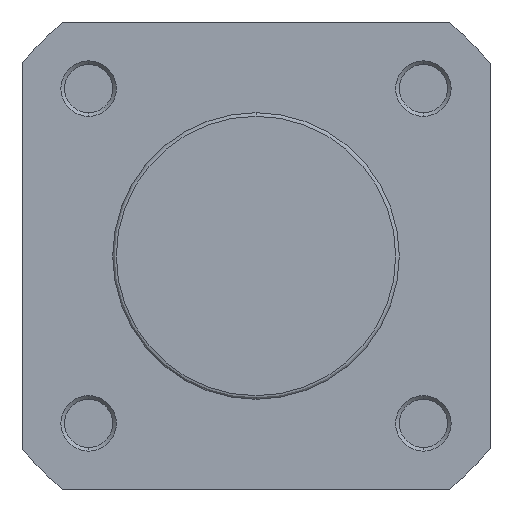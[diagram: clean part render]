
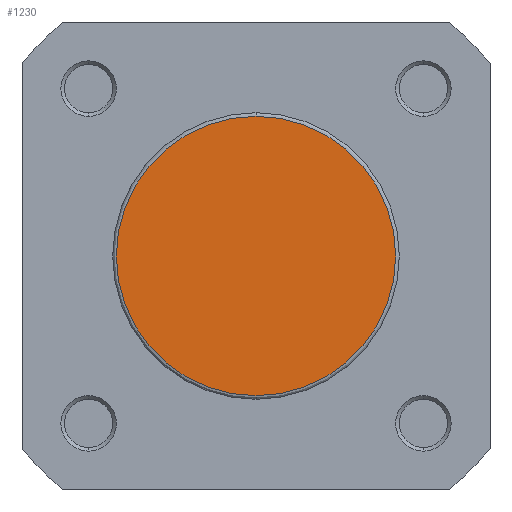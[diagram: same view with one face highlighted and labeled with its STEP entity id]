
A CAD part, left-side view. The second image highlights one B-rep face of the part: STEP entity #1230.
In plain terms, the highlighted planar face has unit normal (-1, 0, 0).
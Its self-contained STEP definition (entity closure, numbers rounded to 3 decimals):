
#25 = VERTEX_POINT ( 'NONE', #282 ) ;
#40 = VERTEX_POINT ( 'NONE', #297 ) ;
#282 = CARTESIAN_POINT ( 'NONE',  ( 0., 0., 19.4 ) ) ;
#297 = CARTESIAN_POINT ( 'NONE',  ( 0., 0., -19.4 ) ) ;
#756 = CARTESIAN_POINT ( 'NONE',  ( 0., 19.9, 0. ) ) ;
#757 = PLANE ( 'NONE',  #3006 ) ;
#759 = DIRECTION ( 'NONE',  ( 1., 0., 0. ) ) ;
#760 = DIRECTION ( 'NONE',  ( 0., 0., -1. ) ) ;
#1230 = ADVANCED_FACE ( 'NONE', ( #3806 ), #757, .F. ) ;
#1426 = EDGE_LOOP ( 'NONE', ( #3550, #3549 ) ) ;
#2637 = EDGE_CURVE ( 'NONE', #40, #25, #4257, .T. ) ;
#2689 = EDGE_CURVE ( 'NONE', #25, #40, #4333, .T. ) ;
#3006 = AXIS2_PLACEMENT_3D ( 'NONE', #756, #759, #760 ) ;
#3218 = AXIS2_PLACEMENT_3D ( 'NONE', #4744, #4751, #4752 ) ;
#3246 = AXIS2_PLACEMENT_3D ( 'NONE', #4879, #4882, #4883 ) ;
#3549 = ORIENTED_EDGE ( 'NONE', *, *, #2689, .T. ) ;
#3550 = ORIENTED_EDGE ( 'NONE', *, *, #2637, .T. ) ;
#3806 = FACE_OUTER_BOUND ( 'NONE', #1426, .T. ) ;
#4257 = CIRCLE ( 'NONE', #3218, 19.4 ) ;
#4333 = CIRCLE ( 'NONE', #3246, 19.4 ) ;
#4744 = CARTESIAN_POINT ( 'NONE',  ( 0., 0., 0. ) ) ;
#4751 = DIRECTION ( 'NONE',  ( -1., 0., 0. ) ) ;
#4752 = DIRECTION ( 'NONE',  ( 0., 0., -1. ) ) ;
#4879 = CARTESIAN_POINT ( 'NONE',  ( 0., 0., 0. ) ) ;
#4882 = DIRECTION ( 'NONE',  ( -1., 0., 0. ) ) ;
#4883 = DIRECTION ( 'NONE',  ( 0., 0., -1. ) ) ;
